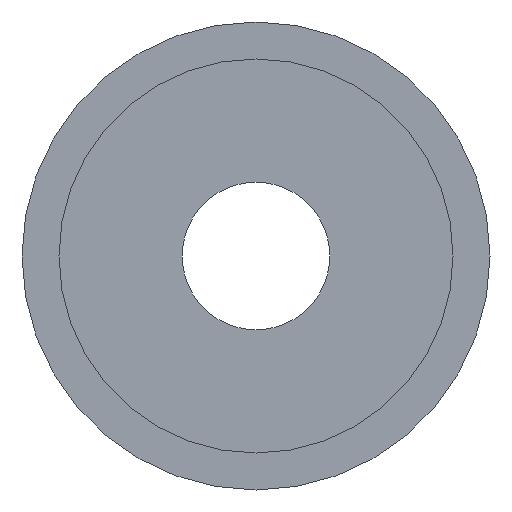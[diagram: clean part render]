
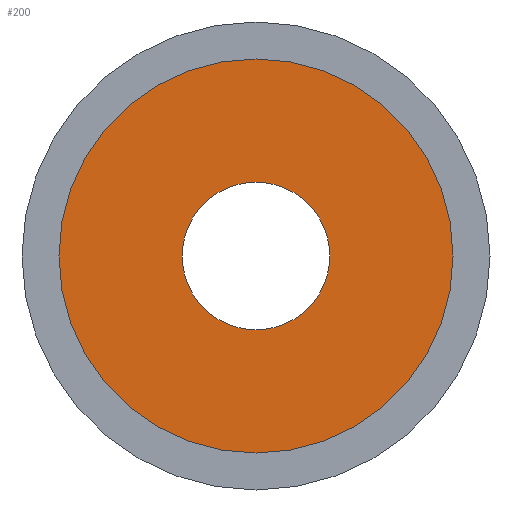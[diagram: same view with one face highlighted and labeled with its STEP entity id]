
A CAD part, front view. The second image highlights one B-rep face of the part: STEP entity #200.
In plain terms, the highlighted planar face has unit normal (0, -1, 0).
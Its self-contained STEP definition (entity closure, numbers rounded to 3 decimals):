
#1 = ORIENTED_EDGE ( 'NONE', *, *, #204, .F. ) ;
#14 = VERTEX_POINT ( 'NONE', #18 ) ;
#18 = CARTESIAN_POINT ( 'NONE',  ( 0., 0., -4. ) ) ;
#22 = ORIENTED_EDGE ( 'NONE', *, *, #102, .T. ) ;
#28 = CARTESIAN_POINT ( 'NONE',  ( 0., 0., -1.5 ) ) ;
#32 = CIRCLE ( 'NONE', #71, 1.5 ) ;
#43 = CIRCLE ( 'NONE', #216, 1.5 ) ;
#54 = CARTESIAN_POINT ( 'NONE',  ( 0., 0., 0. ) ) ;
#56 = EDGE_CURVE ( 'NONE', #98, #153, #43, .T. ) ;
#58 = ORIENTED_EDGE ( 'NONE', *, *, #56, .F. ) ;
#60 = EDGE_LOOP ( 'NONE', ( #74, #22 ) ) ;
#71 = AXIS2_PLACEMENT_3D ( 'NONE', #54, #144, #96 ) ;
#74 = ORIENTED_EDGE ( 'NONE', *, *, #202, .T. ) ;
#81 = AXIS2_PLACEMENT_3D ( 'NONE', #170, #272, #251 ) ;
#89 = CARTESIAN_POINT ( 'NONE',  ( 0., 0., 0. ) ) ;
#96 = DIRECTION ( 'NONE',  ( 0., 0., -1. ) ) ;
#98 = VERTEX_POINT ( 'NONE', #227 ) ;
#100 = PLANE ( 'NONE',  #81 ) ;
#102 = EDGE_CURVE ( 'NONE', #273, #14, #176, .T. ) ;
#115 = AXIS2_PLACEMENT_3D ( 'NONE', #89, #230, #268 ) ;
#119 = CARTESIAN_POINT ( 'NONE',  ( 0., 0., 0. ) ) ;
#131 = DIRECTION ( 'NONE',  ( 0., -1., 0. ) ) ;
#140 = FACE_OUTER_BOUND ( 'NONE', #60, .T. ) ;
#143 = CIRCLE ( 'NONE', #163, 4. ) ;
#144 = DIRECTION ( 'NONE',  ( 0., -1., 0. ) ) ;
#153 = VERTEX_POINT ( 'NONE', #28 ) ;
#163 = AXIS2_PLACEMENT_3D ( 'NONE', #119, #186, #250 ) ;
#170 = CARTESIAN_POINT ( 'NONE',  ( 4., 0., 0. ) ) ;
#176 = CIRCLE ( 'NONE', #115, 4. ) ;
#186 = DIRECTION ( 'NONE',  ( 0., -1., 0. ) ) ;
#190 = FACE_BOUND ( 'NONE', #209, .T. ) ;
#200 = ADVANCED_FACE ( 'NONE', ( #140, #190 ), #100, .T. ) ;
#202 = EDGE_CURVE ( 'NONE', #14, #273, #143, .T. ) ;
#204 = EDGE_CURVE ( 'NONE', #153, #98, #32, .T. ) ;
#209 = EDGE_LOOP ( 'NONE', ( #1, #58 ) ) ;
#216 = AXIS2_PLACEMENT_3D ( 'NONE', #259, #131, #261 ) ;
#227 = CARTESIAN_POINT ( 'NONE',  ( 0., 0., 1.5 ) ) ;
#230 = DIRECTION ( 'NONE',  ( 0., -1., 0. ) ) ;
#232 = CARTESIAN_POINT ( 'NONE',  ( 0., 0., 4. ) ) ;
#250 = DIRECTION ( 'NONE',  ( 0., 0., -1. ) ) ;
#251 = DIRECTION ( 'NONE',  ( 0., 0., -1. ) ) ;
#259 = CARTESIAN_POINT ( 'NONE',  ( 0., 0., 0. ) ) ;
#261 = DIRECTION ( 'NONE',  ( 0., 0., -1. ) ) ;
#268 = DIRECTION ( 'NONE',  ( 0., 0., -1. ) ) ;
#272 = DIRECTION ( 'NONE',  ( 0., -1., 0. ) ) ;
#273 = VERTEX_POINT ( 'NONE', #232 ) ;
